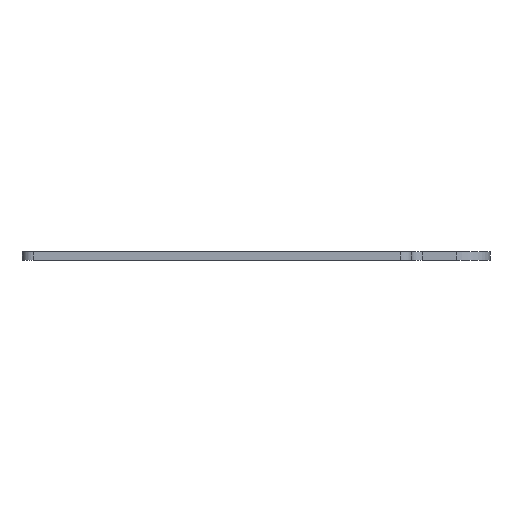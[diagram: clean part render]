
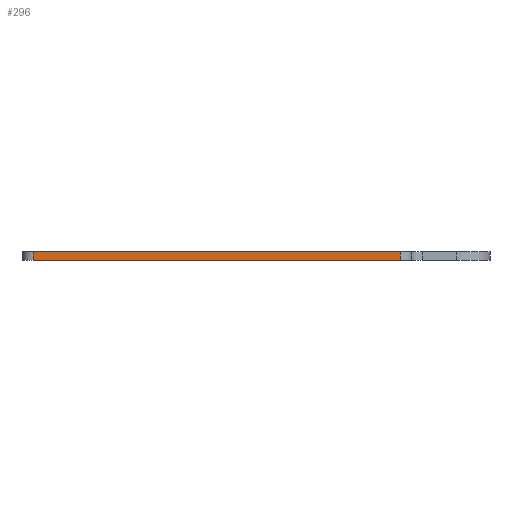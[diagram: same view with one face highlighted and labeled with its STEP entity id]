
A CAD part, left-side view. The second image highlights one B-rep face of the part: STEP entity #296.
In plain terms, the highlighted planar face has unit normal (-1, 0, 0).
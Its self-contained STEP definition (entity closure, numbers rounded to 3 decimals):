
#16 = VECTOR ( 'NONE', #3104, 1000. ) ;
#53 = EDGE_CURVE ( 'NONE', #1119, #1167, #2776, .T. ) ;
#103 = EDGE_CURVE ( 'NONE', #831, #1167, #1929, .T. ) ;
#243 = DIRECTION ( 'NONE',  ( 0., -1., 0. ) ) ;
#296 = ADVANCED_FACE ( 'NONE', ( #3307 ), #2403, .T. ) ;
#330 = AXIS2_PLACEMENT_3D ( 'NONE', #671, #1854, #3802 ) ;
#335 = ORIENTED_EDGE ( 'NONE', *, *, #103, .T. ) ;
#349 = CARTESIAN_POINT ( 'NONE',  ( -4., -67.5, 1.5 ) ) ;
#482 = CARTESIAN_POINT ( 'NONE',  ( -4., -67.5, 1.5 ) ) ;
#671 = CARTESIAN_POINT ( 'NONE',  ( -4., 0., -69.615 ) ) ;
#831 = VERTEX_POINT ( 'NONE', #1726 ) ;
#1076 = CARTESIAN_POINT ( 'NONE',  ( -4., 0., 1.5 ) ) ;
#1119 = VERTEX_POINT ( 'NONE', #2727 ) ;
#1167 = VERTEX_POINT ( 'NONE', #3336 ) ;
#1329 = VECTOR ( 'NONE', #2823, 1000. ) ;
#1337 = CARTESIAN_POINT ( 'NONE',  ( -4., 0., 0. ) ) ;
#1650 = CARTESIAN_POINT ( 'NONE',  ( -4., -2., 0. ) ) ;
#1698 = LINE ( 'NONE', #482, #1329 ) ;
#1723 = LINE ( 'NONE', #1076, #2624 ) ;
#1726 = CARTESIAN_POINT ( 'NONE',  ( -4., -2., 1.5 ) ) ;
#1817 = ORIENTED_EDGE ( 'NONE', *, *, #2369, .T. ) ;
#1854 = DIRECTION ( 'NONE',  ( -1., 0., 0. ) ) ;
#1929 = LINE ( 'NONE', #1650, #3350 ) ;
#2047 = VERTEX_POINT ( 'NONE', #349 ) ;
#2164 = ORIENTED_EDGE ( 'NONE', *, *, #53, .F. ) ;
#2187 = EDGE_LOOP ( 'NONE', ( #2164, #1817, #2695, #335 ) ) ;
#2347 = EDGE_CURVE ( 'NONE', #831, #2047, #1723, .T. ) ;
#2369 = EDGE_CURVE ( 'NONE', #1119, #2047, #1698, .T. ) ;
#2403 = PLANE ( 'NONE',  #330 ) ;
#2509 = DIRECTION ( 'NONE',  ( 0., 0., -1. ) ) ;
#2624 = VECTOR ( 'NONE', #243, 1000. ) ;
#2695 = ORIENTED_EDGE ( 'NONE', *, *, #2347, .F. ) ;
#2727 = CARTESIAN_POINT ( 'NONE',  ( -4., -67.5, 0. ) ) ;
#2776 = LINE ( 'NONE', #1337, #16 ) ;
#2823 = DIRECTION ( 'NONE',  ( 0., 0., 1. ) ) ;
#3104 = DIRECTION ( 'NONE',  ( 0., 1., 0. ) ) ;
#3307 = FACE_OUTER_BOUND ( 'NONE', #2187, .T. ) ;
#3336 = CARTESIAN_POINT ( 'NONE',  ( -4., -2., 0. ) ) ;
#3350 = VECTOR ( 'NONE', #2509, 1000. ) ;
#3802 = DIRECTION ( 'NONE',  ( 0., 0., 1. ) ) ;
